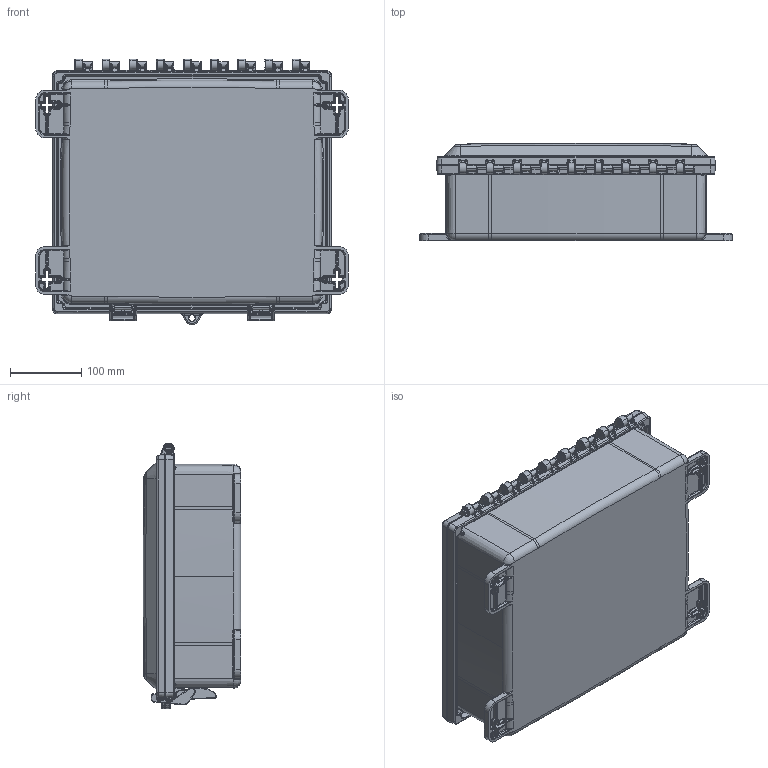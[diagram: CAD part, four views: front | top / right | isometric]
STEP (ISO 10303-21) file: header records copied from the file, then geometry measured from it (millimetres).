
FILE_DESCRIPTION (( 'STEP AP214' ), '1' );
FILE_NAME ('TEPCSL141204_3D.step', '2025-02-10T22:16:00', ( '' ), ( '' ), 'SwSTEP 2.0', 'SolidWorks 2022', '' );
FILE_SCHEMA (( 'AUTOMOTIVE_DESIGN' ));
Length unit declared in the file: inch
Products named in the file (1): TEPCSL141204_3D
Bounding box: 438.15 x 136.84 x 372.78 mm (x, y, z)
Volume: 1992148.1 mm3; surface area: 1029571.1 mm2
Topology: 15 solids, 15 shells, 4435 faces, 10366 edges, 6001 vertices
Faces by surface type: cylinder 1285, bspline 1183, plane 822, cone 535, torus 530, sphere 80
Entity records: 223733 total; most frequent: CARTESIAN_POINT 134705, ORIENTED_EDGE 20694, DIRECTION 15926, EDGE_CURVE 10347, AXIS2_PLACEMENT_3D 6422, VERTEX_POINT 5997, EDGE_LOOP 4558, ADVANCED_FACE 4435
